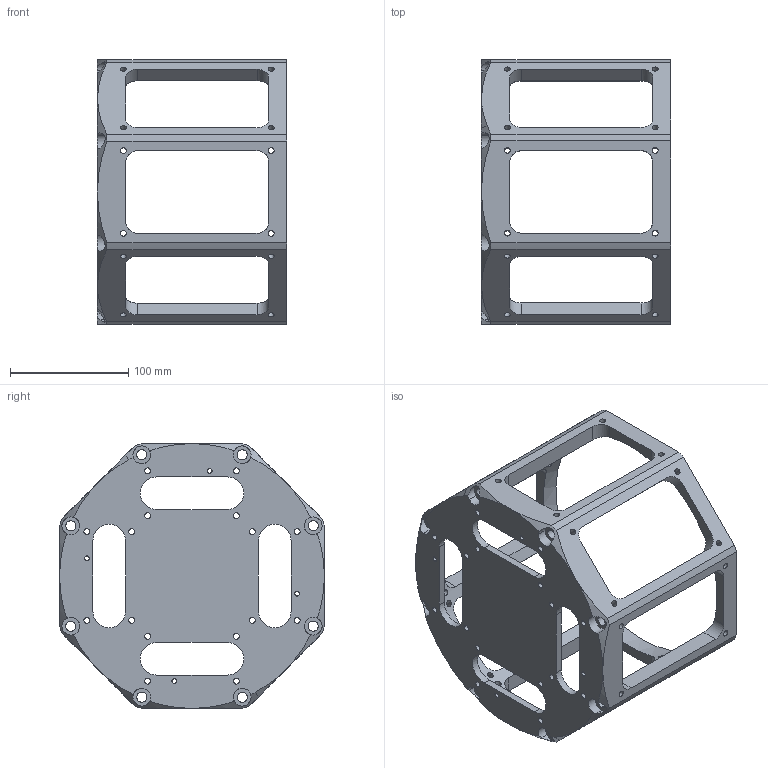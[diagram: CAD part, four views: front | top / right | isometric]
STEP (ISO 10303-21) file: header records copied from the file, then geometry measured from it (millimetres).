
FILE_DESCRIPTION(('CATIA V5 STEP Exchange','CAx-IF Rec.Pracs.--- Model Styling and Organization---1.4--- 2014-01-23','CAx-IF Rec.Pracs.---3D Tessellated Data Validation Properties---0.5---2014-09-14'),'2;1');
FILE_NAME('CAPOT ARRIERE HK40 LONG 160.stp','2021-08-16T08:57:41+00:00',('none'),('none'),'CATIA Version 5-6 Release 2018 SP6','CATIA V5 STEP AP242','none');
FILE_SCHEMA(('AP242_MANAGED_MODEL_BASED_3D_ENGINEERING_MIM_LF {1 0 10303 442 1 1 4}'));
Length unit declared in the file: millimetre
Products named in the file (1): CAPOT ARRIERE HK40 Long 160
Bounding box: 160 x 224 x 224 mm (x, y, z)
Volume: 609296.9 mm3; surface area: 225927.2 mm2
Topology: 1 solids, 1 shells, 257 faces, 758 edges, 502 vertices
Faces by surface type: cylinder 186, plane 59, cone 10, torus 2
Entity records: 9685 total; most frequent: CARTESIAN_POINT 3092, ORIENTED_EDGE 1516, DIRECTION 908, EDGE_CURVE 758, VERTEX_POINT 502, AXIS2_PLACEMENT_3D 449, EDGE_LOOP 400, VECTOR 310
